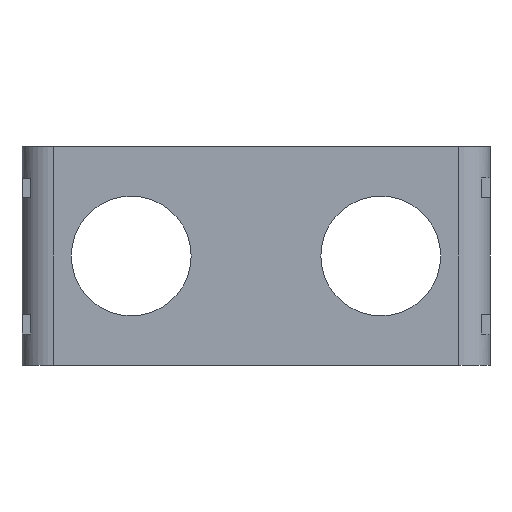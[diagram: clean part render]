
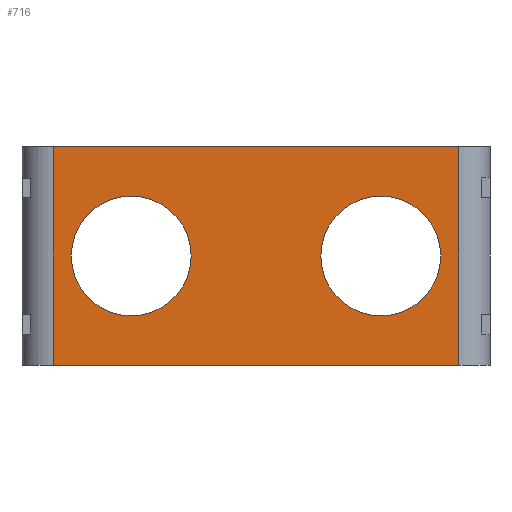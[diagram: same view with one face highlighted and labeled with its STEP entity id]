
A CAD part, front view. The second image highlights one B-rep face of the part: STEP entity #716.
In plain terms, the highlighted planar face has unit normal (0, -1, 0).
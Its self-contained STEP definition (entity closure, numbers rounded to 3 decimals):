
#37=FACE_BOUND('',#159,.T.);
#38=FACE_BOUND('',#160,.T.);
#64=PLANE('',#782);
#100=FACE_OUTER_BOUND('',#158,.T.);
#158=EDGE_LOOP('',(#665,#666,#667,#668));
#159=EDGE_LOOP('',(#669));
#160=EDGE_LOOP('',(#670));
#162=LINE('',#989,#228);
#183=LINE('',#1041,#249);
#187=LINE('',#1057,#253);
#208=LINE('',#1107,#274);
#228=VECTOR('',#792,35.);
#249=VECTOR('',#835,65.);
#253=VECTOR('',#849,35.);
#274=VECTOR('',#892,65.);
#318=CIRCLE('',#777,9.6);
#320=CIRCLE('',#780,9.6);
#324=VERTEX_POINT('',#986);
#325=VERTEX_POINT('',#988);
#345=VERTEX_POINT('',#1040);
#352=VERTEX_POINT('',#1056);
#386=VERTEX_POINT('',#1169);
#388=VERTEX_POINT('',#1174);
#392=EDGE_CURVE('',#324,#325,#162,.T.);
#419=EDGE_CURVE('',#325,#345,#183,.T.);
#427=EDGE_CURVE('',#345,#352,#187,.T.);
#454=EDGE_CURVE('',#352,#324,#208,.T.);
#480=EDGE_CURVE('',#386,#386,#318,.T.);
#482=EDGE_CURVE('',#388,#388,#320,.T.);
#665=ORIENTED_EDGE('',*,*,#392,.F.);
#666=ORIENTED_EDGE('',*,*,#454,.F.);
#667=ORIENTED_EDGE('',*,*,#427,.F.);
#668=ORIENTED_EDGE('',*,*,#419,.F.);
#669=ORIENTED_EDGE('',*,*,#480,.T.);
#670=ORIENTED_EDGE('',*,*,#482,.T.);
#716=ADVANCED_FACE('',(#100,#37,#38),#64,.T.);
#777=AXIS2_PLACEMENT_3D('',#1170,#967,#968);
#780=AXIS2_PLACEMENT_3D('',#1175,#973,#974);
#782=AXIS2_PLACEMENT_3D('',#1177,#977,#978);
#792=DIRECTION('',(0.,0.,1.));
#835=DIRECTION('',(1.,0.,0.));
#849=DIRECTION('',(0.,0.,-1.));
#892=DIRECTION('',(-1.,0.,0.));
#967=DIRECTION('center_axis',(0.,1.,0.));
#968=DIRECTION('ref_axis',(-1.,0.,0.));
#973=DIRECTION('center_axis',(0.,1.,0.));
#974=DIRECTION('ref_axis',(-1.,0.,0.));
#977=DIRECTION('center_axis',(0.,-1.,0.));
#978=DIRECTION('ref_axis',(0.,0.,-1.));
#986=CARTESIAN_POINT('',(-12.5,0.,-17.5));
#988=CARTESIAN_POINT('',(-12.5,0.,17.5));
#989=CARTESIAN_POINT('',(-12.5,0.,14.27));
#1040=CARTESIAN_POINT('',(52.5,0.,17.5));
#1041=CARTESIAN_POINT('',(-17.5,0.,17.5));
#1056=CARTESIAN_POINT('',(52.5,0.,-17.5));
#1057=CARTESIAN_POINT('',(52.5,0.,1.77));
#1107=CARTESIAN_POINT('',(57.5,0.,-17.5));
#1169=CARTESIAN_POINT('',(9.6,0.,0.));
#1170=CARTESIAN_POINT('Origin',(0.,0.,0.));
#1174=CARTESIAN_POINT('',(49.6,0.,0.));
#1175=CARTESIAN_POINT('Origin',(40.,0.,0.));
#1177=CARTESIAN_POINT('Origin',(-16.04,0.,16.04));
